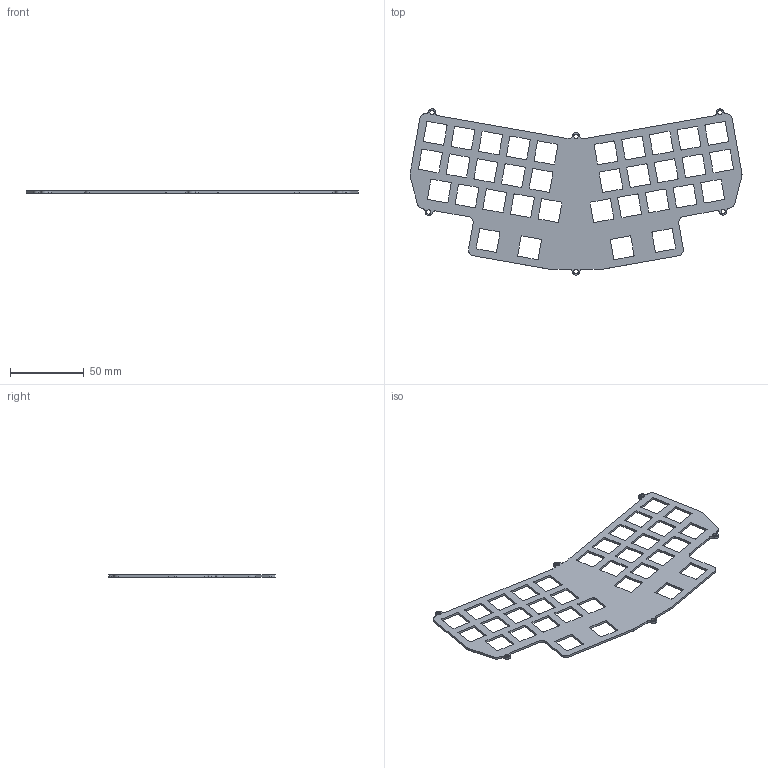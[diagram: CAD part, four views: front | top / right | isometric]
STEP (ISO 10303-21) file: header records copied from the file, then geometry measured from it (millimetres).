
FILE_DESCRIPTION(/* description */ (''),/* implementation_level */ '2;1');
FILE_NAME(/* name */ 'AlphaStagPlate.step',/* time_stamp */ '2023-01-18T15:53:03-08:00',/* author */ (''),/* organization */ (''),/* preprocessor_version */ 'ST-DEVELOPER v19.2',/* originating_system */ 'Autodesk Translation Framework v11.17.0.187',/* authorisation */ '');
FILE_SCHEMA (('AUTOMOTIVE_DESIGN { 1 0 10303 214 3 1 1 }'));
Length unit declared in the file: millimetre
Products named in the file (1): AlphaStag
Bounding box: 225.02 x 112.7 x 1.5 mm (x, y, z)
Volume: 16765.1 mm3; surface area: 26199.7 mm2
Topology: 1 solids, 1 shells, 333 faces, 993 edges, 662 vertices
Faces by surface type: cylinder 174, plane 159
Full cylindrical faces by diameter (mm): 2.9 x6
Entity records: 11505 total; most frequent: DIRECTION 2009, CARTESIAN_POINT 1989, ORIENTED_EDGE 1986, EDGE_CURVE 993, AXIS2_PLACEMENT_3D 682, VERTEX_POINT 662, LINE 645, VECTOR 645
